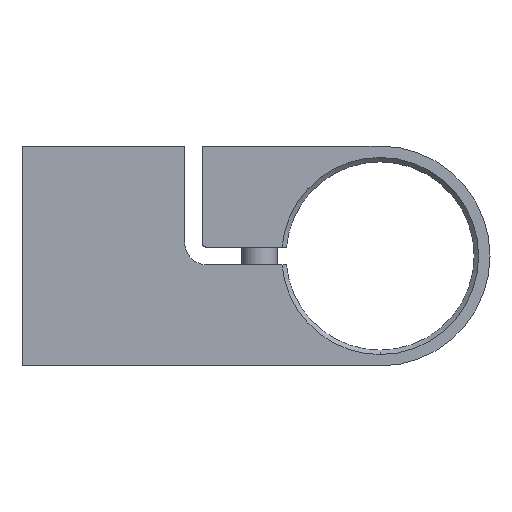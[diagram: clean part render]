
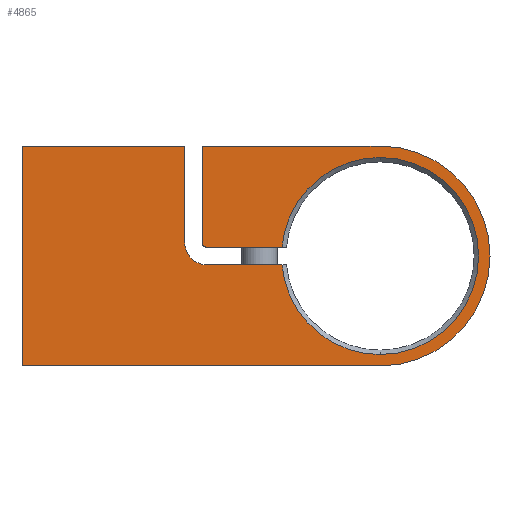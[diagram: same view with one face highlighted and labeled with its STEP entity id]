
A CAD part, front view. The second image highlights one B-rep face of the part: STEP entity #4865.
In plain terms, the highlighted planar face has unit normal (0, -1, 0).
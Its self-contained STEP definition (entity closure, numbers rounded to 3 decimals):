
#21 = ORIENTED_EDGE ( 'NONE', *, *, #2348, .F. ) ;
#78 = VERTEX_POINT ( 'NONE', #5482 ) ;
#106 = DIRECTION ( 'NONE',  ( 0., 1., 0. ) ) ;
#115 = VERTEX_POINT ( 'NONE', #2567 ) ;
#189 = VERTEX_POINT ( 'NONE', #3543 ) ;
#344 = AXIS2_PLACEMENT_3D ( 'NONE', #1313, #8985, #6960 ) ;
#460 = LINE ( 'NONE', #587, #7892 ) ;
#511 = CARTESIAN_POINT ( 'NONE',  ( -44.4, -8., 25. ) ) ;
#539 = CIRCLE ( 'NONE', #4517, 22.4 ) ;
#578 = EDGE_CURVE ( 'NONE', #3233, #115, #689, .T. ) ;
#587 = CARTESIAN_POINT ( 'NONE',  ( -44.4, -8., 3. ) ) ;
#599 = CARTESIAN_POINT ( 'NONE',  ( 0., -8., 25. ) ) ;
#619 = LINE ( 'NONE', #8649, #5803 ) ;
#689 = LINE ( 'NONE', #599, #4354 ) ;
#759 = EDGE_CURVE ( 'NONE', #6614, #189, #7336, .T. ) ;
#833 = CARTESIAN_POINT ( 'NONE',  ( -81.4, -8., -25. ) ) ;
#945 = VECTOR ( 'NONE', #3529, 1000. ) ;
#1077 = DIRECTION ( 'NONE',  ( 0., 0., 1. ) ) ;
#1128 = ORIENTED_EDGE ( 'NONE', *, *, #7034, .F. ) ;
#1147 = CARTESIAN_POINT ( 'NONE',  ( -44.4, -8., 25. ) ) ;
#1153 = AXIS2_PLACEMENT_3D ( 'NONE', #4313, #106, #6457 ) ;
#1248 = AXIS2_PLACEMENT_3D ( 'NONE', #7955, #2282, #7851 ) ;
#1270 = CIRCLE ( 'NONE', #7776, 1. ) ;
#1278 = VECTOR ( 'NONE', #1903, 1000. ) ;
#1313 = CARTESIAN_POINT ( 'NONE',  ( 0., -8., 0. ) ) ;
#1471 = EDGE_CURVE ( 'NONE', #5332, #78, #539, .T. ) ;
#1524 = CARTESIAN_POINT ( 'NONE',  ( -39.4, -8., 3. ) ) ;
#1604 = DIRECTION ( 'NONE',  ( 0., 0., 1. ) ) ;
#1763 = CARTESIAN_POINT ( 'NONE',  ( -40.4, -8., 3. ) ) ;
#1799 = ORIENTED_EDGE ( 'NONE', *, *, #7455, .F. ) ;
#1903 = DIRECTION ( 'NONE',  ( 1., 0., 0. ) ) ;
#2039 = CARTESIAN_POINT ( 'NONE',  ( -40.4, -8., 3. ) ) ;
#2248 = VECTOR ( 'NONE', #4583, 1000. ) ;
#2282 = DIRECTION ( 'NONE',  ( 0., 1., 0. ) ) ;
#2348 = EDGE_CURVE ( 'NONE', #7856, #3233, #6726, .T. ) ;
#2428 = DIRECTION ( 'NONE',  ( -1., 0., 0. ) ) ;
#2567 = CARTESIAN_POINT ( 'NONE',  ( 0., -8., 25. ) ) ;
#2762 = FACE_OUTER_BOUND ( 'NONE', #3020, .T. ) ;
#2809 = ORIENTED_EDGE ( 'NONE', *, *, #9151, .F. ) ;
#2956 = ORIENTED_EDGE ( 'NONE', *, *, #3977, .T. ) ;
#3020 = EDGE_LOOP ( 'NONE', ( #1799, #6534, #6253, #2956, #3162, #5953, #8896, #2809, #1128, #3750, #3515, #7639, #21, #6812 ) ) ;
#3107 = EDGE_CURVE ( 'NONE', #189, #8347, #7332, .T. ) ;
#3162 = ORIENTED_EDGE ( 'NONE', *, *, #3107, .F. ) ;
#3233 = VERTEX_POINT ( 'NONE', #8667 ) ;
#3281 = LINE ( 'NONE', #511, #1278 ) ;
#3474 = DIRECTION ( 'NONE',  ( 0., 0., 1. ) ) ;
#3515 = ORIENTED_EDGE ( 'NONE', *, *, #5351, .F. ) ;
#3529 = DIRECTION ( 'NONE',  ( -1., 0., 0. ) ) ;
#3543 = CARTESIAN_POINT ( 'NONE',  ( -39.4, -8., -2. ) ) ;
#3718 = DIRECTION ( 'NONE',  ( 0., 1., 0. ) ) ;
#3746 = EDGE_CURVE ( 'NONE', #5207, #6614, #460, .T. ) ;
#3750 = ORIENTED_EDGE ( 'NONE', *, *, #5990, .F. ) ;
#3799 = DIRECTION ( 'NONE',  ( 0., 0., 1. ) ) ;
#3977 = EDGE_CURVE ( 'NONE', #78, #8347, #5529, .T. ) ;
#4012 = DIRECTION ( 'NONE',  ( 0., 0., -1. ) ) ;
#4108 = VERTEX_POINT ( 'NONE', #4504 ) ;
#4313 = CARTESIAN_POINT ( 'NONE',  ( 0., -8., 0. ) ) ;
#4354 = VECTOR ( 'NONE', #6339, 1000. ) ;
#4414 = VERTEX_POINT ( 'NONE', #4497 ) ;
#4497 = CARTESIAN_POINT ( 'NONE',  ( -22.311, -8., 2. ) ) ;
#4504 = CARTESIAN_POINT ( 'NONE',  ( -81.4, -8., 25. ) ) ;
#4517 = AXIS2_PLACEMENT_3D ( 'NONE', #7978, #3718, #1604 ) ;
#4583 = DIRECTION ( 'NONE',  ( 0., 0., 1. ) ) ;
#4865 = ADVANCED_FACE ( 'NONE', ( #2762 ), #5590, .F. ) ;
#4906 = DIRECTION ( 'NONE',  ( 0., -1., 0. ) ) ;
#5043 = EDGE_CURVE ( 'NONE', #4414, #5332, #9091, .T. ) ;
#5207 = VERTEX_POINT ( 'NONE', #1147 ) ;
#5332 = VERTEX_POINT ( 'NONE', #9064 ) ;
#5351 = EDGE_CURVE ( 'NONE', #115, #9132, #8636, .T. ) ;
#5482 = CARTESIAN_POINT ( 'NONE',  ( 0., -8., -22.4 ) ) ;
#5529 = CIRCLE ( 'NONE', #6713, 22.4 ) ;
#5590 = PLANE ( 'NONE',  #1153 ) ;
#5624 = CARTESIAN_POINT ( 'NONE',  ( 0., -8., 0. ) ) ;
#5654 = CARTESIAN_POINT ( 'NONE',  ( -39.4, -8., 3. ) ) ;
#5747 = CARTESIAN_POINT ( 'NONE',  ( 0., -8., -25. ) ) ;
#5753 = CARTESIAN_POINT ( 'NONE',  ( -39.4, -8., 2. ) ) ;
#5803 = VECTOR ( 'NONE', #2428, 1000. ) ;
#5953 = ORIENTED_EDGE ( 'NONE', *, *, #759, .F. ) ;
#5990 = EDGE_CURVE ( 'NONE', #9132, #8829, #8471, .T. ) ;
#6253 = ORIENTED_EDGE ( 'NONE', *, *, #1471, .T. ) ;
#6339 = DIRECTION ( 'NONE',  ( 1., 0., 0. ) ) ;
#6366 = DIRECTION ( 'NONE',  ( 0., 0., 1. ) ) ;
#6457 = DIRECTION ( 'NONE',  ( 0., 0., 1. ) ) ;
#6534 = ORIENTED_EDGE ( 'NONE', *, *, #5043, .T. ) ;
#6535 = VECTOR ( 'NONE', #7690, 1000. ) ;
#6550 = VECTOR ( 'NONE', #1077, 1000. ) ;
#6614 = VERTEX_POINT ( 'NONE', #7717 ) ;
#6713 = AXIS2_PLACEMENT_3D ( 'NONE', #5624, #8464, #6366 ) ;
#6725 = VERTEX_POINT ( 'NONE', #5753 ) ;
#6726 = LINE ( 'NONE', #1763, #6550 ) ;
#6812 = ORIENTED_EDGE ( 'NONE', *, *, #7716, .F. ) ;
#6960 = DIRECTION ( 'NONE',  ( 0., 0., 1. ) ) ;
#7034 = EDGE_CURVE ( 'NONE', #8829, #4108, #8880, .T. ) ;
#7330 = CARTESIAN_POINT ( 'NONE',  ( -81.4, -8., -25. ) ) ;
#7332 = LINE ( 'NONE', #8395, #6535 ) ;
#7336 = CIRCLE ( 'NONE', #8988, 5. ) ;
#7455 = EDGE_CURVE ( 'NONE', #4414, #6725, #619, .T. ) ;
#7639 = ORIENTED_EDGE ( 'NONE', *, *, #578, .F. ) ;
#7690 = DIRECTION ( 'NONE',  ( 1., 0., 0. ) ) ;
#7716 = EDGE_CURVE ( 'NONE', #6725, #7856, #1270, .T. ) ;
#7717 = CARTESIAN_POINT ( 'NONE',  ( -44.4, -8., 3. ) ) ;
#7774 = CARTESIAN_POINT ( 'NONE',  ( 0., -8., -25. ) ) ;
#7776 = AXIS2_PLACEMENT_3D ( 'NONE', #1524, #8688, #3799 ) ;
#7851 = DIRECTION ( 'NONE',  ( 0., 0., 1. ) ) ;
#7856 = VERTEX_POINT ( 'NONE', #2039 ) ;
#7892 = VECTOR ( 'NONE', #4012, 1000. ) ;
#7955 = CARTESIAN_POINT ( 'NONE',  ( 0., -8., 0. ) ) ;
#7978 = CARTESIAN_POINT ( 'NONE',  ( 0., -8., 0. ) ) ;
#8347 = VERTEX_POINT ( 'NONE', #8545 ) ;
#8395 = CARTESIAN_POINT ( 'NONE',  ( -21.306, -8., -2. ) ) ;
#8464 = DIRECTION ( 'NONE',  ( 0., 1., 0. ) ) ;
#8471 = LINE ( 'NONE', #7774, #945 ) ;
#8545 = CARTESIAN_POINT ( 'NONE',  ( -22.311, -8., -2. ) ) ;
#8636 = CIRCLE ( 'NONE', #344, 25. ) ;
#8649 = CARTESIAN_POINT ( 'NONE',  ( -21.306, -8., 2. ) ) ;
#8667 = CARTESIAN_POINT ( 'NONE',  ( -40.4, -8., 25. ) ) ;
#8688 = DIRECTION ( 'NONE',  ( 0., 1., 0. ) ) ;
#8829 = VERTEX_POINT ( 'NONE', #833 ) ;
#8880 = LINE ( 'NONE', #7330, #2248 ) ;
#8896 = ORIENTED_EDGE ( 'NONE', *, *, #3746, .F. ) ;
#8985 = DIRECTION ( 'NONE',  ( 0., 1., 0. ) ) ;
#8988 = AXIS2_PLACEMENT_3D ( 'NONE', #5654, #4906, #3474 ) ;
#9064 = CARTESIAN_POINT ( 'NONE',  ( 0., -8., 22.4 ) ) ;
#9091 = CIRCLE ( 'NONE', #1248, 22.4 ) ;
#9132 = VERTEX_POINT ( 'NONE', #5747 ) ;
#9151 = EDGE_CURVE ( 'NONE', #4108, #5207, #3281, .T. ) ;
